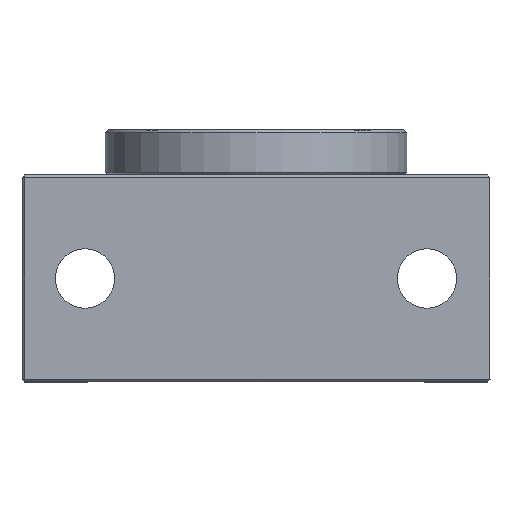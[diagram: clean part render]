
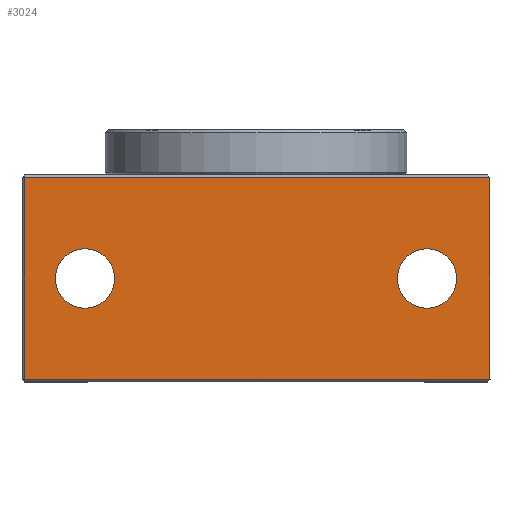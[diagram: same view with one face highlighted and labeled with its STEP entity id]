
A CAD part, front view. The second image highlights one B-rep face of the part: STEP entity #3024.
In plain terms, the highlighted planar face has unit normal (0, -1, 0).
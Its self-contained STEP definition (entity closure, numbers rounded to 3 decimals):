
#93 = ORIENTED_EDGE ( 'NONE', *, *, #15839, .F. ) ;
#170 = DIRECTION ( 'NONE',  ( 0., 0., 1. ) ) ;
#184 = DIRECTION ( 'NONE',  ( 0., -1., 0. ) ) ;
#188 = CARTESIAN_POINT ( 'NONE',  ( 19., 0., 11.5 ) ) ;
#278 = ORIENTED_EDGE ( 'NONE', *, *, #4263, .F. ) ;
#383 = DIRECTION ( 'NONE',  ( 0., 0., 1. ) ) ;
#402 = CARTESIAN_POINT ( 'NONE',  ( 26., 0., 11.5 ) ) ;
#419 = LINE ( 'NONE', #402, #8863 ) ;
#1452 = DIRECTION ( 'NONE',  ( 0., 0., 1. ) ) ;
#1469 = DIRECTION ( 'NONE',  ( 0., -1., 0. ) ) ;
#1499 = CARTESIAN_POINT ( 'NONE',  ( -19., 0., 11.5 ) ) ;
#3024 = ADVANCED_FACE ( 'NONE', ( #3110, #4469, #5394 ), #13289, .F. ) ;
#3110 = FACE_BOUND ( 'NONE', #7215, .T. ) ;
#3398 = CARTESIAN_POINT ( 'NONE',  ( -25.7, 0., 22.7 ) ) ;
#3552 = CARTESIAN_POINT ( 'NONE',  ( -25.7, 0., 0.3 ) ) ;
#3737 = VERTEX_POINT ( 'NONE', #4560 ) ;
#3738 = CARTESIAN_POINT ( 'NONE',  ( -19., 0., 8.2 ) ) ;
#3757 = DIRECTION ( 'NONE',  ( 1., 0., 0. ) ) ;
#3762 = CARTESIAN_POINT ( 'NONE',  ( 0.305, 0., 22.7 ) ) ;
#3776 = LINE ( 'NONE', #3762, #6719 ) ;
#3842 = VECTOR ( 'NONE', #16381, 1000. ) ;
#3883 = VERTEX_POINT ( 'NONE', #3552 ) ;
#3917 = VERTEX_POINT ( 'NONE', #3398 ) ;
#4013 = AXIS2_PLACEMENT_3D ( 'NONE', #13285, #13220, #13189 ) ;
#4263 = EDGE_CURVE ( 'NONE', #3737, #15889, #10886, .T. ) ;
#4469 = FACE_BOUND ( 'NONE', #7249, .T. ) ;
#4543 = VERTEX_POINT ( 'NONE', #17347 ) ;
#4557 = VERTEX_POINT ( 'NONE', #17328 ) ;
#4560 = CARTESIAN_POINT ( 'NONE',  ( 19., 0., 8.2 ) ) ;
#4882 = AXIS2_PLACEMENT_3D ( 'NONE', #15195, #15104, #15082 ) ;
#4971 = DIRECTION ( 'NONE',  ( 0., 0., 1. ) ) ;
#5394 = FACE_OUTER_BOUND ( 'NONE', #7264, .T. ) ;
#5841 = CIRCLE ( 'NONE', #16490, 3.3 ) ;
#5857 = EDGE_CURVE ( 'NONE', #3917, #4543, #3776, .T. ) ;
#5864 = VERTEX_POINT ( 'NONE', #3738 ) ;
#6172 = CARTESIAN_POINT ( 'NONE',  ( -19., 0., 14.8 ) ) ;
#6436 = ORIENTED_EDGE ( 'NONE', *, *, #16926, .F. ) ;
#6719 = VECTOR ( 'NONE', #3757, 1000. ) ;
#7215 = EDGE_LOOP ( 'NONE', ( #17074, #6436 ) ) ;
#7249 = EDGE_LOOP ( 'NONE', ( #11824, #278 ) ) ;
#7264 = EDGE_LOOP ( 'NONE', ( #12248, #93, #17009, #12877 ) ) ;
#7313 = VERTEX_POINT ( 'NONE', #6172 ) ;
#8764 = CIRCLE ( 'NONE', #4882, 3.3 ) ;
#8863 = VECTOR ( 'NONE', #383, 1000. ) ;
#9054 = AXIS2_PLACEMENT_3D ( 'NONE', #1499, #1469, #1452 ) ;
#9323 = CIRCLE ( 'NONE', #9054, 3.3 ) ;
#9512 = CARTESIAN_POINT ( 'NONE',  ( -25.7, 0., 11.5 ) ) ;
#9745 = EDGE_CURVE ( 'NONE', #7313, #5864, #9323, .T. ) ;
#10886 = CIRCLE ( 'NONE', #15528, 3.3 ) ;
#11335 = DIRECTION ( 'NONE',  ( 0., 0., 1. ) ) ;
#11353 = DIRECTION ( 'NONE',  ( 0., -1., 0. ) ) ;
#11439 = CARTESIAN_POINT ( 'NONE',  ( -19., 0., 11.5 ) ) ;
#11458 = EDGE_CURVE ( 'NONE', #15889, #3737, #8764, .T. ) ;
#11824 = ORIENTED_EDGE ( 'NONE', *, *, #11458, .F. ) ;
#12248 = ORIENTED_EDGE ( 'NONE', *, *, #5857, .F. ) ;
#12877 = ORIENTED_EDGE ( 'NONE', *, *, #13489, .T. ) ;
#13189 = DIRECTION ( 'NONE',  ( 0., 0., 1. ) ) ;
#13220 = DIRECTION ( 'NONE',  ( 0., 1., 0. ) ) ;
#13284 = CARTESIAN_POINT ( 'NONE',  ( 19., 0., 14.8 ) ) ;
#13285 = CARTESIAN_POINT ( 'NONE',  ( -25.7, 0., 0.3 ) ) ;
#13289 = PLANE ( 'NONE',  #4013 ) ;
#13489 = EDGE_CURVE ( 'NONE', #4557, #4543, #419, .T. ) ;
#15082 = DIRECTION ( 'NONE',  ( 0., 0., 1. ) ) ;
#15104 = DIRECTION ( 'NONE',  ( 0., -1., 0. ) ) ;
#15195 = CARTESIAN_POINT ( 'NONE',  ( 19., 0., 11.5 ) ) ;
#15528 = AXIS2_PLACEMENT_3D ( 'NONE', #188, #184, #170 ) ;
#15839 = EDGE_CURVE ( 'NONE', #3883, #3917, #17075, .T. ) ;
#15889 = VERTEX_POINT ( 'NONE', #13284 ) ;
#16381 = DIRECTION ( 'NONE',  ( 1., 0., 0. ) ) ;
#16458 = CARTESIAN_POINT ( 'NONE',  ( 0.305, 0., 0.3 ) ) ;
#16479 = LINE ( 'NONE', #16458, #3842 ) ;
#16490 = AXIS2_PLACEMENT_3D ( 'NONE', #11439, #11353, #11335 ) ;
#16577 = VECTOR ( 'NONE', #4971, 1000. ) ;
#16721 = EDGE_CURVE ( 'NONE', #3883, #4557, #16479, .T. ) ;
#16926 = EDGE_CURVE ( 'NONE', #5864, #7313, #5841, .T. ) ;
#17009 = ORIENTED_EDGE ( 'NONE', *, *, #16721, .T. ) ;
#17074 = ORIENTED_EDGE ( 'NONE', *, *, #9745, .F. ) ;
#17075 = LINE ( 'NONE', #9512, #16577 ) ;
#17328 = CARTESIAN_POINT ( 'NONE',  ( 26., 0., 0.3 ) ) ;
#17347 = CARTESIAN_POINT ( 'NONE',  ( 26., 0., 22.7 ) ) ;
